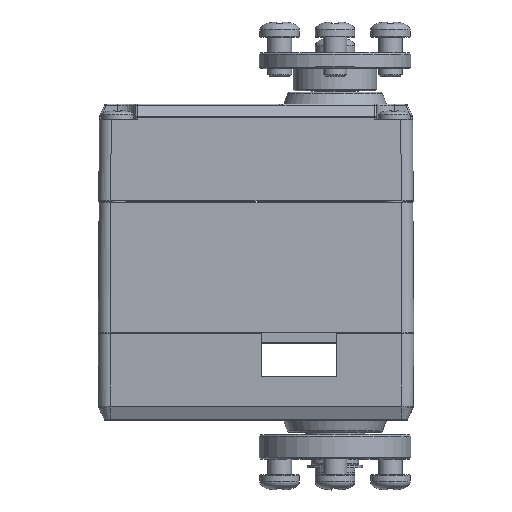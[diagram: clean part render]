
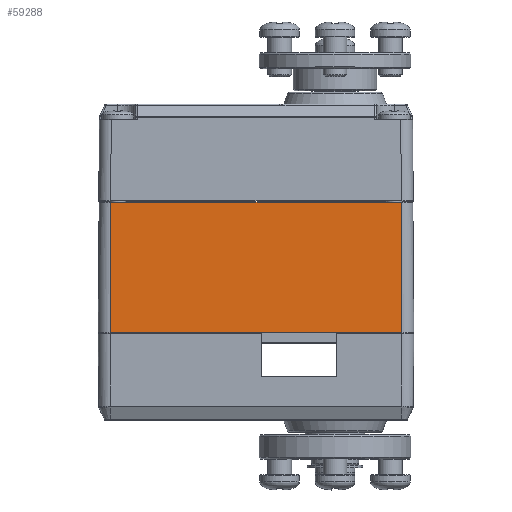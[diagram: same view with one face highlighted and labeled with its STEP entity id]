
A CAD part, top view. The second image highlights one B-rep face of the part: STEP entity #59288.
In plain terms, the highlighted planar face has unit normal (0, 0.007, 1).
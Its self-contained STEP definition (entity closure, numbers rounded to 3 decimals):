
#58946=CARTESIAN_POINT('',(-18.35,7.6,9.9));
#58988=CARTESIAN_POINT('',(18.35,7.6,9.9));
#58990=DIRECTION('',(-1.,0.,0.));
#58991=VECTOR('',#58990,36.7);
#58992=CARTESIAN_POINT('',(18.35,7.6,9.9));
#58993=LINE('',#58992,#58991);
#59002=DIRECTION('',(0.007,1.,-0.007));
#59003=VECTOR('',#59002,16.501);
#59004=CARTESIAN_POINT('',(-18.465,-8.9,10.015));
#59005=LINE('',#59004,#59003);
#59006=DIRECTION('',(0.007,-1.,0.007));
#59007=VECTOR('',#59006,16.501);
#59008=CARTESIAN_POINT('',(18.35,7.6,9.9));
#59009=LINE('',#59008,#59007);
#59010=DIRECTION('',(-1.,0.,0.));
#59011=VECTOR('',#59010,36.93);
#59012=CARTESIAN_POINT('',(18.465,-8.9,10.015));
#59013=LINE('',#59012,#59011);
#59178=VERTEX_POINT('',#58946);
#59188=VERTEX_POINT('',#58988);
#59189=CARTESIAN_POINT('',(-18.465,-8.9,10.015));
#59190=VERTEX_POINT('',#59189);
#59192=CARTESIAN_POINT('',(18.465,-8.9,10.015));
#59193=VERTEX_POINT('',#59192);
#59275=CARTESIAN_POINT('',(0.,-0.65,9.958));
#59276=DIRECTION('',(0.,0.007,1.));
#59277=DIRECTION('',(1.,0.,0.));
#59278=AXIS2_PLACEMENT_3D('',#59275,#59276,#59277);
#59279=PLANE('',#59278);
#59280=ORIENTED_EDGE('',*,*,#59266,.T.);
#59281=ORIENTED_EDGE('',*,*,#59255,.F.);
#59283=ORIENTED_EDGE('',*,*,#59282,.T.);
#59285=ORIENTED_EDGE('',*,*,#59284,.T.);
#59286=EDGE_LOOP('',(#59280,#59281,#59283,#59285));
#59287=FACE_OUTER_BOUND('',#59286,.F.);
#59255=EDGE_CURVE('',#59188,#59178,#58993,.T.);
#59266=EDGE_CURVE('',#59190,#59178,#59005,.T.);
#59282=EDGE_CURVE('',#59188,#59193,#59009,.T.);
#59284=EDGE_CURVE('',#59193,#59190,#59013,.T.);
#59288=ADVANCED_FACE('',(#59287),#59279,.T.);
